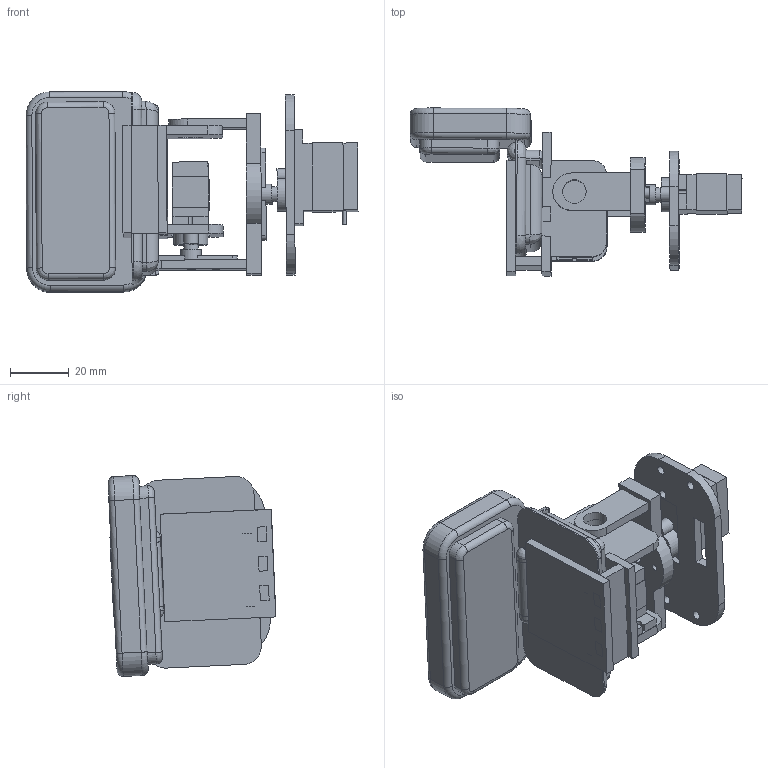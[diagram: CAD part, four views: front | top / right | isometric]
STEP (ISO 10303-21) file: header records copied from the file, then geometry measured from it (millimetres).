
FILE_DESCRIPTION(/* description */ (''),/* implementation_level */ '2;1');
FILE_NAME(/* name */ 'CameraPanTiltAssy.stp',/* time_stamp */ '2022-09-08T08:33:18+07:00',/* author */ ('ricoa'),/* organization */ (''),/* preprocessor_version */ 'ST-DEVELOPER v18.1',/* originating_system */ 'Autodesk Inventor 2022',/* authorisation */ '');
FILE_SCHEMA (('AUTOMOTIVE_DESIGN { 1 0 10303 214 3 1 1 }'));
Length unit declared in the file: millimetre
Products named in the file (13): CameraPanTiltAssy; Base; MG90_Arm; MG90_Rebuild; Webcam Logitech c525; mid 1; mid 2; mid 3; top 1; top 2; top 3; top 4; top 5
Assembly tree (14 placements, depth 2):
  CameraPanTiltAssy
    MG90_Arm  x2
    Base
    MG90_Rebuild  x2
    Webcam Logitech c525
    mid 1
    mid 2
    mid 3
    top 1
    top 2
    top 3
    top 4
    top 5
Bounding box: 112.98 x 57.11 x 68.35 mm (x, y, z)
Volume: 94438.6 mm3; surface area: 43061.5 mm2
Topology: 15 solids, 15 shells, 618 faces, 1655 edges, 1080 vertices
Faces by surface type: plane 383, cylinder 171, cone 40, bspline 14, torus 10
Full cylindrical faces by diameter (mm): 1 x24, 1.167 x6, 2.1 x6, 2.2 x2, 2.5 x2, 3 x10, 4.5 x2, 5 x2, 6.9 x2, 8 x2, 20 x1, 23 x1, 27 x1
Entity records: 15409 total; most frequent: CARTESIAN_POINT 2936, DIRECTION 2485, ORIENTED_EDGE 2434, EDGE_CURVE 1217, LINE 867, VECTOR 867, AXIS2_PLACEMENT_3D 809, VERTEX_POINT 790
